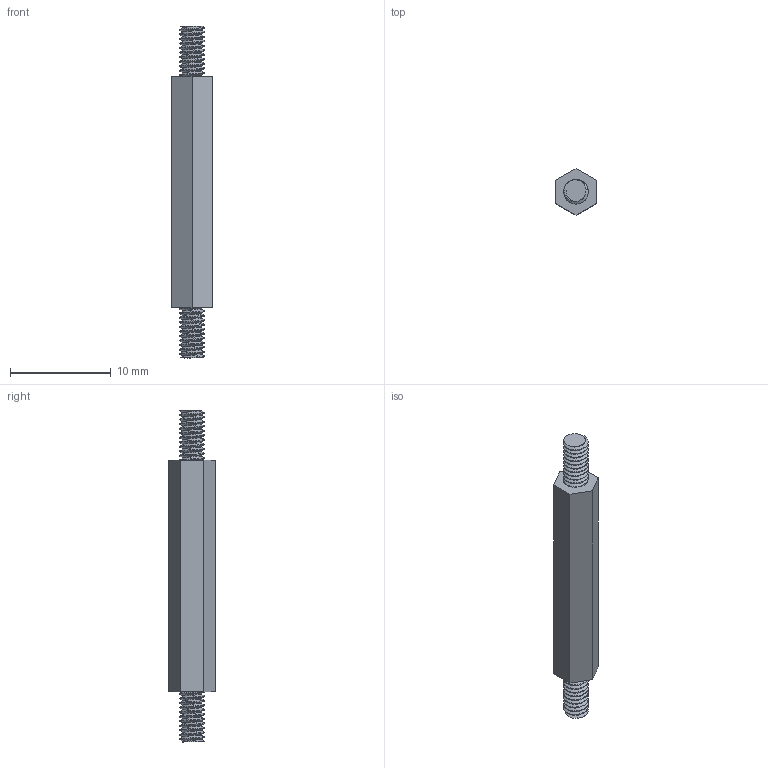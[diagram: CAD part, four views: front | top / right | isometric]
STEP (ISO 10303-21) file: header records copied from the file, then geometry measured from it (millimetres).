
FILE_DESCRIPTION(/* description */ ('','CAx-IF Rec.Pracs.---Representation and Presentation of Product Manufacturing Information (PMI)---4.0---2014-10-13'),/* implementation_level */ '2;1');
FILE_NAME(/* name */ 'Dstanzhalter M2.5 x 23 mm v1.step',/* time_stamp */ '2025-02-25T13:40:00+01:00',/* author */ (''),/* organization */ (''),/* preprocessor_version */ 'ST-DEVELOPER v20',/* originating_system */ 'Autodesk Translation Framework v13.20.0.188',/* authorisation */ '');
FILE_SCHEMA (('AP242_MANAGED_MODEL_BASED_3D_ENGINEERING_MIM_LF { 1 0 10303 442 1 1 4 }'));
Length unit declared in the file: millimetre
Products named in the file (1): Dstanzhalter M2.5 x 23 mm
Bounding box: 4 x 4.62 x 33 mm (x, y, z)
Volume: 355.6 mm3; surface area: 459.4 mm2
Topology: 1 solids, 1 shells, 62 faces, 174 edges, 116 vertices
Faces by surface type: cylinder 48, plane 10, bspline 4
Full cylindrical faces by diameter (mm): 1.917 x8, 2.43 x12
Entity records: 4988 total; most frequent: CARTESIAN_POINT 3562, ORIENTED_EDGE 348, DIRECTION 196, EDGE_CURVE 174, VERTEX_POINT 116, B_SPLINE_CURVE_WITH_KNOTS 104, AXIS2_PLACEMENT_3D 67, EDGE_LOOP 64
